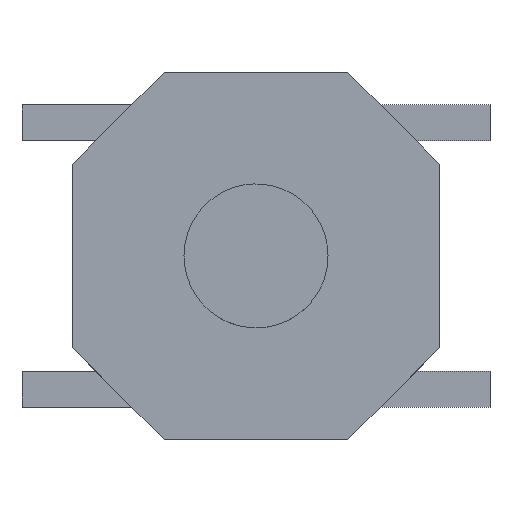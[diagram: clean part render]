
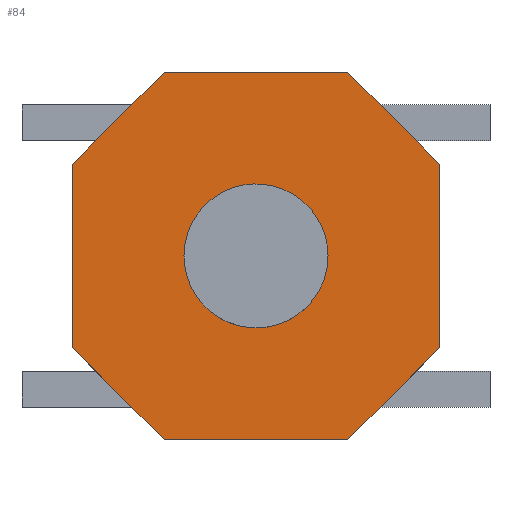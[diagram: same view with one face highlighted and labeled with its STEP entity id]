
A CAD part, top view. The second image highlights one B-rep face of the part: STEP entity #84.
In plain terms, the highlighted planar face has unit normal (0, 0, 1).
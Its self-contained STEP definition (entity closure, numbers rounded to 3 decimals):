
#84=ADVANCED_FACE('',(#122),#554,.T.);
#122=FACE_OUTER_BOUND('',#160,.T.);
#160=EDGE_LOOP('',(#309,#310,#311,#312,#313,#314,#315,#316));
#309=ORIENTED_EDGE('',*,*,#373,.T.);
#310=ORIENTED_EDGE('',*,*,#377,.T.);
#311=ORIENTED_EDGE('',*,*,#380,.T.);
#312=ORIENTED_EDGE('',*,*,#383,.T.);
#313=ORIENTED_EDGE('',*,*,#386,.T.);
#314=ORIENTED_EDGE('',*,*,#389,.T.);
#315=ORIENTED_EDGE('',*,*,#392,.T.);
#316=ORIENTED_EDGE('',*,*,#394,.T.);
#373=EDGE_CURVE('',#506,#505,#445,.T.);
#377=EDGE_CURVE('',#505,#508,#449,.T.);
#380=EDGE_CURVE('',#508,#510,#452,.T.);
#383=EDGE_CURVE('',#510,#512,#455,.T.);
#386=EDGE_CURVE('',#512,#514,#458,.T.);
#389=EDGE_CURVE('',#514,#516,#461,.T.);
#392=EDGE_CURVE('',#516,#518,#464,.T.);
#394=EDGE_CURVE('',#518,#506,#466,.T.);
#445=B_SPLINE_CURVE_WITH_KNOTS('',1,(#885,#886),.UNSPECIFIED.,.F.,.F.,(2,
2),(-8.,-7.),.UNSPECIFIED.);
#449=B_SPLINE_CURVE_WITH_KNOTS('',1,(#893,#894),.UNSPECIFIED.,.F.,.F.,(2,
2),(-7.,-6.),.UNSPECIFIED.);
#452=B_SPLINE_CURVE_WITH_KNOTS('',1,(#899,#900),.UNSPECIFIED.,.F.,.F.,(2,
2),(-6.,-5.),.UNSPECIFIED.);
#455=B_SPLINE_CURVE_WITH_KNOTS('',1,(#905,#906),.UNSPECIFIED.,.F.,.F.,(2,
2),(-5.,-4.),.UNSPECIFIED.);
#458=B_SPLINE_CURVE_WITH_KNOTS('',1,(#911,#912),.UNSPECIFIED.,.F.,.F.,(2,
2),(-4.,-3.),.UNSPECIFIED.);
#461=B_SPLINE_CURVE_WITH_KNOTS('',1,(#917,#918),.UNSPECIFIED.,.F.,.F.,(2,
2),(-3.,-2.),.UNSPECIFIED.);
#464=B_SPLINE_CURVE_WITH_KNOTS('',1,(#923,#924),.UNSPECIFIED.,.F.,.F.,(2,
2),(-2.,-1.),.UNSPECIFIED.);
#466=B_SPLINE_CURVE_WITH_KNOTS('',1,(#927,#928),.UNSPECIFIED.,.F.,.F.,(2,
2),(-1.,0.),.UNSPECIFIED.);
#505=VERTEX_POINT('',#867);
#506=VERTEX_POINT('',#868);
#508=VERTEX_POINT('',#870);
#510=VERTEX_POINT('',#872);
#512=VERTEX_POINT('',#874);
#514=VERTEX_POINT('',#876);
#516=VERTEX_POINT('',#878);
#518=VERTEX_POINT('',#880);
#554=PLANE('',#610);
#610=AXIS2_PLACEMENT_3D('',#864,#649,$);
#649=DIRECTION('',(0.,0.,1.));
#864=CARTESIAN_POINT('',(6.688,5.438,1.2));
#867=CARTESIAN_POINT('',(6.05,0.975,1.2));
#868=CARTESIAN_POINT('',(4.775,-0.3,1.2));
#870=CARTESIAN_POINT('',(6.05,3.525,1.2));
#872=CARTESIAN_POINT('',(4.775,4.8,1.2));
#874=CARTESIAN_POINT('',(2.225,4.8,1.2));
#876=CARTESIAN_POINT('',(0.95,3.525,1.2));
#878=CARTESIAN_POINT('',(0.95,0.975,1.2));
#880=CARTESIAN_POINT('',(2.225,-0.3,1.2));
#885=CARTESIAN_POINT('',(4.775,-0.3,1.2));
#886=CARTESIAN_POINT('',(6.05,0.975,1.2));
#893=CARTESIAN_POINT('',(6.05,0.975,1.2));
#894=CARTESIAN_POINT('',(6.05,3.525,1.2));
#899=CARTESIAN_POINT('',(6.05,3.525,1.2));
#900=CARTESIAN_POINT('',(4.775,4.8,1.2));
#905=CARTESIAN_POINT('',(4.775,4.8,1.2));
#906=CARTESIAN_POINT('',(2.225,4.8,1.2));
#911=CARTESIAN_POINT('',(2.225,4.8,1.2));
#912=CARTESIAN_POINT('',(0.95,3.525,1.2));
#917=CARTESIAN_POINT('',(0.95,3.525,1.2));
#918=CARTESIAN_POINT('',(0.95,0.975,1.2));
#923=CARTESIAN_POINT('',(0.95,0.975,1.2));
#924=CARTESIAN_POINT('',(2.225,-0.3,1.2));
#927=CARTESIAN_POINT('',(2.225,-0.3,1.2));
#928=CARTESIAN_POINT('',(4.775,-0.3,1.2));
